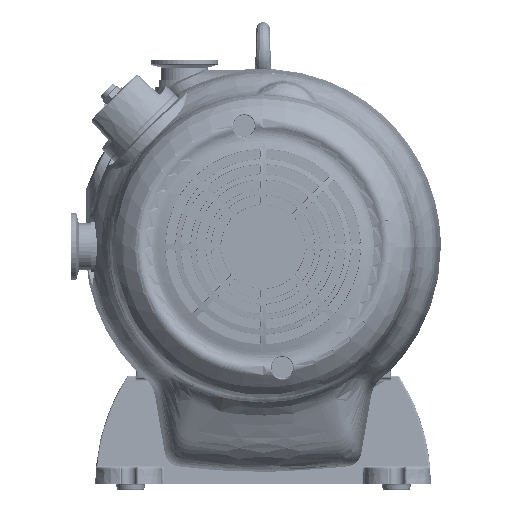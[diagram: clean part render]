
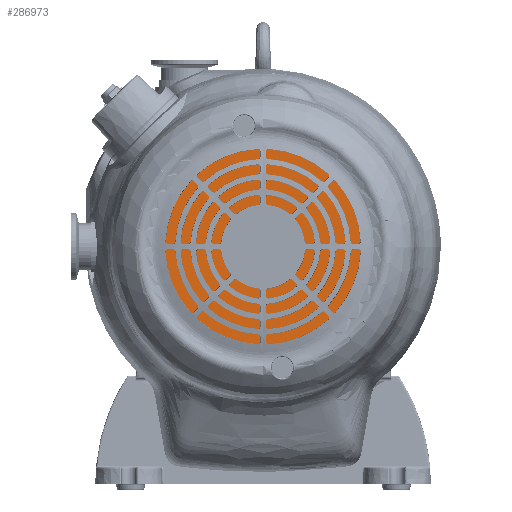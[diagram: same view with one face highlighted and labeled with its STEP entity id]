
A CAD part, front view. The second image highlights one B-rep face of the part: STEP entity #286973.
In plain terms, the highlighted planar face has unit normal (0, -1, 0).
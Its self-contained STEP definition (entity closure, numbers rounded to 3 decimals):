
#121965=CARTESIAN_POINT('',(0.,-100.,0.));
#121966=DIRECTION('',(0.,-1.,0.));
#121967=DIRECTION('',(-0.953,0.,
-0.302));
#121968=AXIS2_PLACEMENT_3D('',#121965,#121966,#121967);
#121970=DIRECTION('',(0.,0.,-1.));
#121971=VECTOR('',#121970,38.259);
#121972=CARTESIAN_POINT('',(-60.335,-100.,19.129));
#121973=LINE('',#121972,#121971);
#121974=CARTESIAN_POINT('',(0.,-100.,0.));
#121975=DIRECTION('',(0.,-1.,0.));
#121976=DIRECTION('',(-0.302,0.,0.953));
#121977=AXIS2_PLACEMENT_3D('',#121974,#121975,#121976);
#121979=DIRECTION('',(-1.,0.,0.));
#121980=VECTOR('',#121979,38.259);
#121981=CARTESIAN_POINT('',(19.129,-100.,60.335));
#121982=LINE('',#121981,#121980);
#121983=CARTESIAN_POINT('',(0.,-100.,
0.));
#121984=DIRECTION('',(0.,-1.,0.));
#121985=DIRECTION('',(0.953,0.,0.302));
#121986=AXIS2_PLACEMENT_3D('',#121983,#121984,#121985);
#121988=DIRECTION('',(0.,0.,1.));
#121989=VECTOR('',#121988,38.259);
#121990=CARTESIAN_POINT('',(60.335,-100.,-19.129));
#121991=LINE('',#121990,#121989);
#121992=CARTESIAN_POINT('',(0.,-100.,
0.));
#121993=DIRECTION('',(0.,-1.,0.));
#121994=DIRECTION('',(0.302,0.,
-0.953));
#121995=AXIS2_PLACEMENT_3D('',#121992,#121993,#121994);
#121997=DIRECTION('',(1.,0.,0.));
#121998=VECTOR('',#121997,38.259);
#121999=CARTESIAN_POINT('',(-19.129,-100.,-60.335));
#122000=LINE('',#121999,#121998);
#140232=CARTESIAN_POINT('',(-60.335,-100.,-19.129));
#140233=CARTESIAN_POINT('',(-19.129,-100.,
-60.335));
#140234=VERTEX_POINT('',#140232);
#140235=VERTEX_POINT('',#140233);
#142388=CARTESIAN_POINT('',(19.129,-100.,-60.335));
#142389=VERTEX_POINT('',#142388);
#142403=CARTESIAN_POINT('',(-60.335,-100.,19.129));
#142404=VERTEX_POINT('',#142403);
#142420=CARTESIAN_POINT('',(60.335,-100.,-19.129));
#142421=CARTESIAN_POINT('',(60.335,-100.,19.129));
#142422=VERTEX_POINT('',#142420);
#142423=VERTEX_POINT('',#142421);
#142434=CARTESIAN_POINT('',(19.129,-100.,60.335));
#142435=CARTESIAN_POINT('',(-19.129,-100.,60.335));
#142436=VERTEX_POINT('',#142434);
#142437=VERTEX_POINT('',#142435);
#286951=CARTESIAN_POINT('',(0.,-100.,0.));
#286952=DIRECTION('',(0.,1.,0.));
#286953=DIRECTION('',(0.,0.,-1.));
#286954=AXIS2_PLACEMENT_3D('',#286951,#286952,#286953);
#286955=PLANE('',#286954);
#286957=ORIENTED_EDGE('',*,*,#286956,.F.);
#286959=ORIENTED_EDGE('',*,*,#286958,.F.);
#286961=ORIENTED_EDGE('',*,*,#286960,.F.);
#286963=ORIENTED_EDGE('',*,*,#286962,.F.);
#286965=ORIENTED_EDGE('',*,*,#286964,.F.);
#286967=ORIENTED_EDGE('',*,*,#286966,.F.);
#286969=ORIENTED_EDGE('',*,*,#286968,.F.);
#286970=ORIENTED_EDGE('',*,*,#286939,.F.);
#286971=EDGE_LOOP('',(#286957,#286959,#286961,#286963,#286965,#286967,#286969,
#286970));
#286972=FACE_OUTER_BOUND('',#286971,.F.);
#286973=ADVANCED_FACE('',(#286972),#286955,.F.);
#121969=CIRCLE('',#121968,63.294);
#121978=CIRCLE('',#121977,63.294);
#121987=CIRCLE('',#121986,63.294);
#121996=CIRCLE('',#121995,63.294);
#286939=EDGE_CURVE('',#140235,#142389,#122000,.T.);
#286956=EDGE_CURVE('',#140234,#140235,#121969,.T.);
#286958=EDGE_CURVE('',#142404,#140234,#121973,.T.);
#286960=EDGE_CURVE('',#142437,#142404,#121978,.T.);
#286962=EDGE_CURVE('',#142436,#142437,#121982,.T.);
#286964=EDGE_CURVE('',#142423,#142436,#121987,.T.);
#286966=EDGE_CURVE('',#142422,#142423,#121991,.T.);
#286968=EDGE_CURVE('',#142389,#142422,#121996,.T.);
